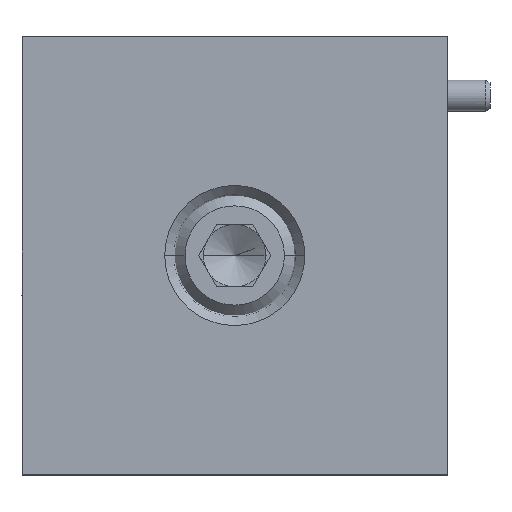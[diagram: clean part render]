
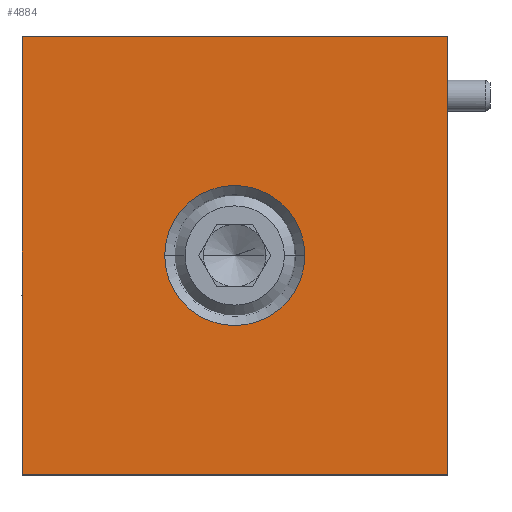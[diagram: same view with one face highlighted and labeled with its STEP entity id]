
A CAD part, top view. The second image highlights one B-rep face of the part: STEP entity #4884.
In plain terms, the highlighted planar face has unit normal (0, 0, 1).
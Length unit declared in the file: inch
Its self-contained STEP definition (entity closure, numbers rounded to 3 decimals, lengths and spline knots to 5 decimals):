
#2699=DIRECTION('',(0.,-1.,0.));
#2700=VECTOR('',#2699,1.75);
#2701=CARTESIAN_POINT('',(0.,0.,2.906));
#2702=LINE('',#2701,#2700);
#2703=DIRECTION('',(-1.,0.,0.));
#2704=VECTOR('',#2703,1.7);
#2705=CARTESIAN_POINT('',(1.7,0.,2.906));
#2706=LINE('',#2705,#2704);
#2707=DIRECTION('',(0.,1.,0.));
#2708=VECTOR('',#2707,1.75);
#2709=CARTESIAN_POINT('',(1.7,-1.75,2.906));
#2710=LINE('',#2709,#2708);
#2711=DIRECTION('',(1.,0.,0.));
#2712=VECTOR('',#2711,1.7);
#2713=CARTESIAN_POINT('',(0.,-1.75,2.906));
#2714=LINE('',#2713,#2712);
#2715=CARTESIAN_POINT('',(0.85,-0.875,2.906));
#2716=DIRECTION('',(0.,0.,-1.));
#2717=DIRECTION('',(-1.,0.,0.));
#2718=AXIS2_PLACEMENT_3D('',#2715,#2716,#2717);
#2720=CARTESIAN_POINT('',(0.85,-0.875,2.906));
#2721=DIRECTION('',(0.,0.,-1.));
#2722=DIRECTION('',(1.,0.,0.));
#2723=AXIS2_PLACEMENT_3D('',#2720,#2721,#2722);
#2824=CARTESIAN_POINT('',(0.,0.,2.906));
#2825=CARTESIAN_POINT('',(0.,-1.75,2.906));
#2826=VERTEX_POINT('',#2824);
#2827=VERTEX_POINT('',#2825);
#2828=CARTESIAN_POINT('',(1.7,-1.75,2.906));
#2829=VERTEX_POINT('',#2828);
#2830=CARTESIAN_POINT('',(1.7,0.,2.906));
#2831=VERTEX_POINT('',#2830);
#2836=CARTESIAN_POINT('',(0.57,-0.875,2.906));
#2837=CARTESIAN_POINT('',(1.13,-0.875,2.906));
#2838=VERTEX_POINT('',#2836);
#2839=VERTEX_POINT('',#2837);
#4866=CARTESIAN_POINT('',(0.,0.,2.906));
#4867=DIRECTION('',(0.,0.,1.));
#4868=DIRECTION('',(1.,0.,0.));
#4869=AXIS2_PLACEMENT_3D('',#4866,#4867,#4868);
#4870=PLANE('',#4869);
#4871=ORIENTED_EDGE('',*,*,#3855,.F.);
#4873=ORIENTED_EDGE('',*,*,#4872,.F.);
#4874=ORIENTED_EDGE('',*,*,#3524,.F.);
#4876=ORIENTED_EDGE('',*,*,#4875,.F.);
#4877=EDGE_LOOP('',(#4871,#4873,#4874,#4876));
#4878=FACE_OUTER_BOUND('',#4877,.F.);
#4880=ORIENTED_EDGE('',*,*,#4879,.F.);
#4881=ORIENTED_EDGE('',*,*,#4856,.F.);
#4882=EDGE_LOOP('',(#4880,#4881));
#4883=FACE_BOUND('',#4882,.F.);
#4884=ADVANCED_FACE('',(#4878,#4883),#4870,.T.);
#2719=CIRCLE('',#2718,0.28);
#2724=CIRCLE('',#2723,0.28);
#3524=EDGE_CURVE('',#2829,#2831,#2710,.T.);
#3855=EDGE_CURVE('',#2826,#2827,#2702,.T.);
#4856=EDGE_CURVE('',#2839,#2838,#2724,.T.);
#4872=EDGE_CURVE('',#2831,#2826,#2706,.T.);
#4875=EDGE_CURVE('',#2827,#2829,#2714,.T.);
#4879=EDGE_CURVE('',#2838,#2839,#2719,.T.);
